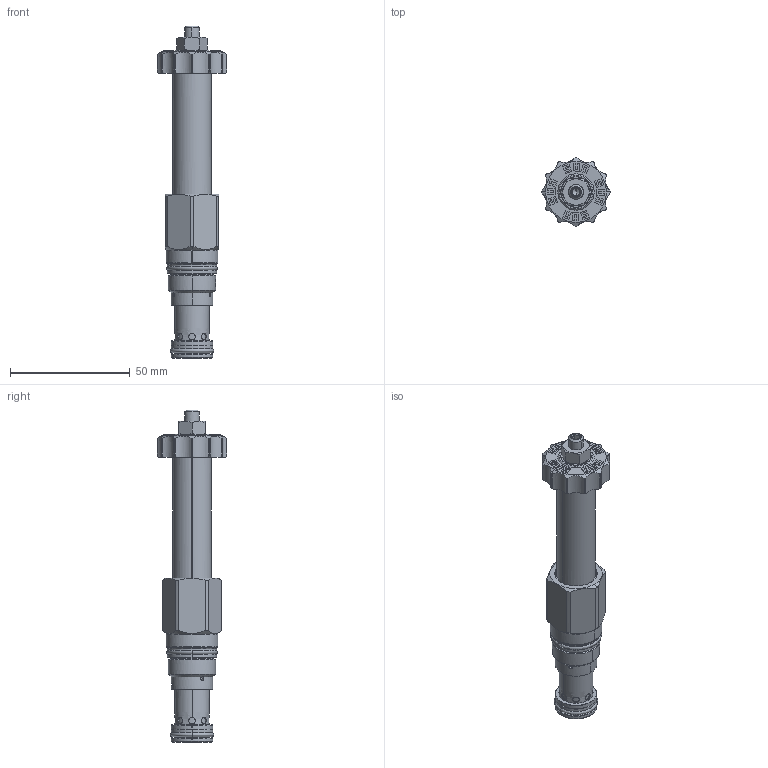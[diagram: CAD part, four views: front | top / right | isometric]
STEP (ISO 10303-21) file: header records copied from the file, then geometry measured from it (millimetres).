
FILE_DESCRIPTION((''),'2;1');
FILE_NAME('RVCLLJN','2018-10-08T',('SVC_Sigmax'),(''),'PRO/ENGINEER BY PARAMETRIC TECHNOLOGY CORPORATION, 2016010','PRO/ENGINEER BY PARAMETRIC TECHNOLOGY CORPORATION, 2016010','');
FILE_SCHEMA(('CONFIG_CONTROL_DESIGN'));
Products named in the file (1): RVCLLJN
Bounding box: 29.21 x 29.21 x 138.86 mm (x, y, z)
Surface area: 17485.3 mm2 (no closed solid volume)
Topology: 0 solids, 0 shells, 520 faces, 2636 edges, 2618 vertices
Faces by surface type: bspline 481, torus 39
Entity records: 76436 total; most frequent: CARTESIAN_POINT 53376, DIRECTION 3559, TRIMMED_CURVE 3047, VECTOR 2613, LINE 2613, DEFINITIONAL_REPRESENTATION 2602, PCURVE 2602, COMPOSITE_CURVE_SEGMENT 2602
